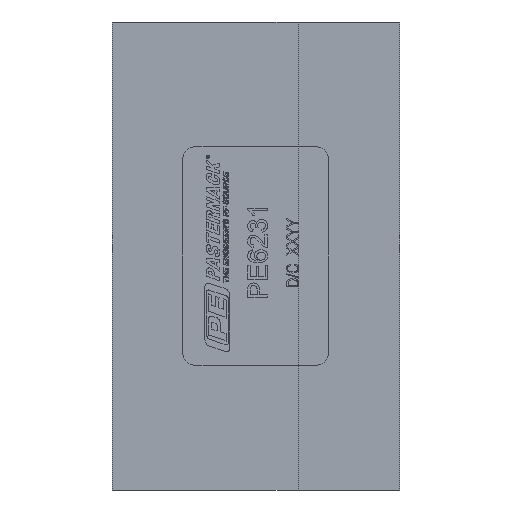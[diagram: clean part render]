
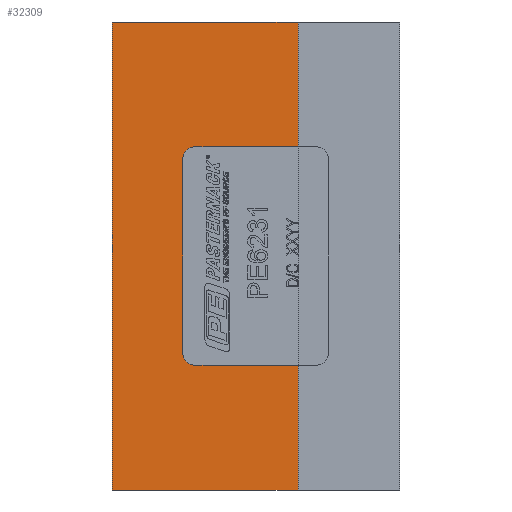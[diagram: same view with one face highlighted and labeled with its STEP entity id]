
A CAD part, left-side view. The second image highlights one B-rep face of the part: STEP entity #32309.
In plain terms, the highlighted planar face has unit normal (-1, 0, 0).
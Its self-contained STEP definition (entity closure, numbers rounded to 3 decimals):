
#165 = VECTOR ( 'NONE', #13223, 1000. ) ;
#353 = CARTESIAN_POINT ( 'NONE',  ( -109.982, 38.89, -49. ) ) ;
#584 = CARTESIAN_POINT ( 'NONE',  ( -109.982, 38.89, 49. ) ) ;
#828 = CARTESIAN_POINT ( 'NONE',  ( -109.982, 38.89, 49. ) ) ;
#1075 = ORIENTED_EDGE ( 'NONE', *, *, #5040, .T. ) ;
#1379 = LINE ( 'NONE', #584, #36501 ) ;
#4140 = LINE ( 'NONE', #37342, #25255 ) ;
#5040 = EDGE_CURVE ( 'NONE', #37433, #27255, #15172, .T. ) ;
#6178 = CARTESIAN_POINT ( 'NONE',  ( -109.982, 38.89, -49. ) ) ;
#6946 = ORIENTED_EDGE ( 'NONE', *, *, #44643, .F. ) ;
#8397 = DIRECTION ( 'NONE',  ( 0., 0., -1. ) ) ;
#13223 = DIRECTION ( 'NONE',  ( 0., -1., 0. ) ) ;
#15172 = LINE ( 'NONE', #6178, #165 ) ;
#17244 = ORIENTED_EDGE ( 'NONE', *, *, #43710, .F. ) ;
#18177 = DIRECTION ( 'NONE',  ( 0., -1., 0. ) ) ;
#18641 = VECTOR ( 'NONE', #31884, 1000. ) ;
#19402 = DIRECTION ( 'NONE',  ( 0., 0., -1. ) ) ;
#21092 = CARTESIAN_POINT ( 'NONE',  ( -109.982, 0., 49. ) ) ;
#22142 = PLANE ( 'NONE',  #33368 ) ;
#22214 = ORIENTED_EDGE ( 'NONE', *, *, #45002, .T. ) ;
#23101 = LINE ( 'NONE', #39411, #18641 ) ;
#25255 = VECTOR ( 'NONE', #19402, 1000. ) ;
#25681 = DIRECTION ( 'NONE',  ( 1., 0., 0. ) ) ;
#27255 = VERTEX_POINT ( 'NONE', #36005 ) ;
#31397 = VERTEX_POINT ( 'NONE', #38122 ) ;
#31884 = DIRECTION ( 'NONE',  ( 0., 0., -1. ) ) ;
#32309 = ADVANCED_FACE ( 'NONE', ( #44929 ), #22142, .F. ) ;
#33368 = AXIS2_PLACEMENT_3D ( 'NONE', #828, #25681, #8397 ) ;
#35199 = VERTEX_POINT ( 'NONE', #21092 ) ;
#36005 = CARTESIAN_POINT ( 'NONE',  ( -109.982, 0., -49. ) ) ;
#36501 = VECTOR ( 'NONE', #18177, 1000. ) ;
#37342 = CARTESIAN_POINT ( 'NONE',  ( -109.982, 38.89, 49. ) ) ;
#37433 = VERTEX_POINT ( 'NONE', #353 ) ;
#38122 = CARTESIAN_POINT ( 'NONE',  ( -109.982, 38.89, 49. ) ) ;
#39411 = CARTESIAN_POINT ( 'NONE',  ( -109.982, 0., 49. ) ) ;
#43710 = EDGE_CURVE ( 'NONE', #31397, #35199, #1379, .T. ) ;
#44643 = EDGE_CURVE ( 'NONE', #35199, #27255, #23101, .T. ) ;
#44764 = EDGE_LOOP ( 'NONE', ( #6946, #17244, #22214, #1075 ) ) ;
#44929 = FACE_OUTER_BOUND ( 'NONE', #44764, .T. ) ;
#45002 = EDGE_CURVE ( 'NONE', #31397, #37433, #4140, .T. ) ;
